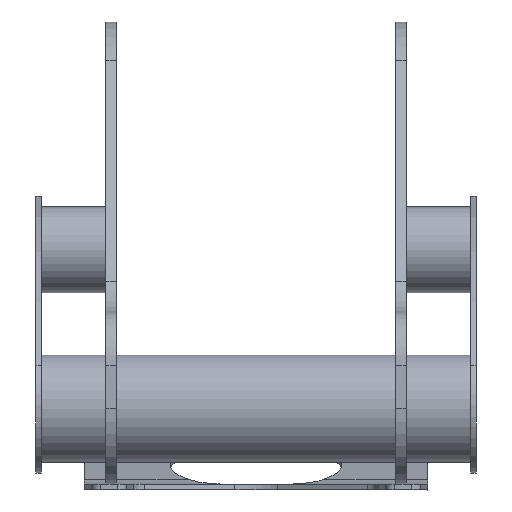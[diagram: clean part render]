
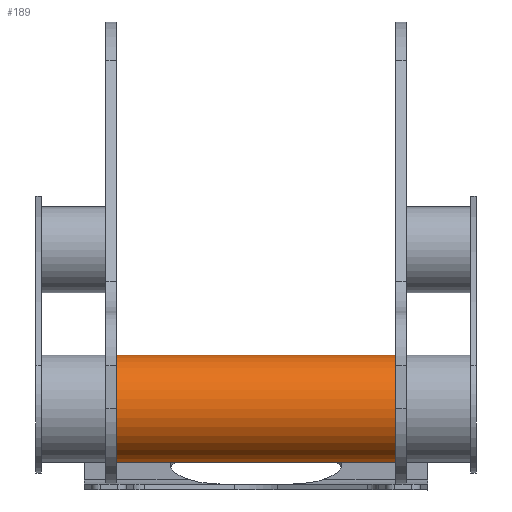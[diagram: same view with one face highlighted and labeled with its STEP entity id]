
A CAD part, top view. The second image highlights one B-rep face of the part: STEP entity #189.
In plain terms, the highlighted cylindrical face has radius 63.5 mm (diameter 127 mm), a full revolution.
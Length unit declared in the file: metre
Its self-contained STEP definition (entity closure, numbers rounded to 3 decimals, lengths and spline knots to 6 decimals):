
#189 = ADVANCED_FACE( '', ( #515, #516 ), #517, .T. );
#515 = FACE_OUTER_BOUND( '', #1041, .T. );
#516 = FACE_OUTER_BOUND( '', #1042, .T. );
#517 = CYLINDRICAL_SURFACE( '', #1043, 0.0635 );
#1041 = EDGE_LOOP( '', ( #1600 ) );
#1042 = EDGE_LOOP( '', ( #1601 ) );
#1043 = AXIS2_PLACEMENT_3D( '', #1602, #1603, #1604 );
#1600 = ORIENTED_EDGE( '', *, *, #2977, .F. );
#1601 = ORIENTED_EDGE( '', *, *, #2978, .T. );
#1602 = CARTESIAN_POINT( '', ( -9.810258, -2.430619, 1.315726 ) );
#1603 = DIRECTION( '', ( -1., 0., 0. ) );
#1604 = DIRECTION( '', ( 0., 0., -1. ) );
#2977 = EDGE_CURVE( '', #3554, #3554, #3555, .T. );
#2978 = EDGE_CURVE( '', #3556, #3556, #3557, .F. );
#3554 = VERTEX_POINT( '', #4398 );
#3555 = CIRCLE( '', #4399, 0.0635 );
#3556 = VERTEX_POINT( '', #4400 );
#3557 = CIRCLE( '', #4401, 0.0635 );
#4398 = CARTESIAN_POINT( '', ( -0.164876, -2.494119, 1.315726 ) );
#4399 = AXIS2_PLACEMENT_3D( '', #5500, #5501, #5502 );
#4400 = CARTESIAN_POINT( '', ( 0.164876, -2.367119, 1.315726 ) );
#4401 = AXIS2_PLACEMENT_3D( '', #5503, #5504, #5505 );
#5500 = CARTESIAN_POINT( '', ( -0.164876, -2.430619, 1.315726 ) );
#5501 = DIRECTION( '', ( -1., 0., 0. ) );
#5502 = DIRECTION( '', ( 0., -1., 0. ) );
#5503 = CARTESIAN_POINT( '', ( 0.164876, -2.430619, 1.315726 ) );
#5504 = DIRECTION( '', ( 1., 0., 0. ) );
#5505 = DIRECTION( '', ( 0., 1., 0. ) );
